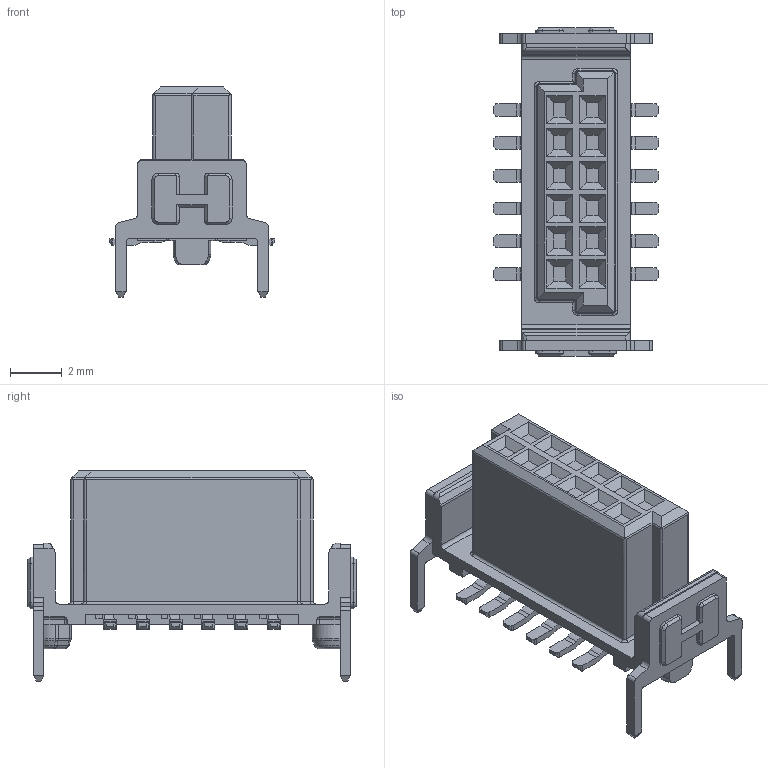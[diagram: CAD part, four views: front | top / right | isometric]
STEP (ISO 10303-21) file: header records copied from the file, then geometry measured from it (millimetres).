
FILE_DESCRIPTION(/* description */ (''),/* implementation_level */ '2;1');
FILE_NAME(/* name */ '100632439ugm000_b.stp',/* time_stamp */ '2020-05-29T13:49:21+02:00',/* author */ (''),/* organization */ (''),/* preprocessor_version */ 'ST-DEVELOPER v16.7',/* originating_system */ 'SIEMENS PLM Software NX 12.0',/* authorisation */ '');
FILE_SCHEMA (('AUTOMOTIVE_DESIGN { 1 0 10303 214 3 1 1 1 }'));
Length unit declared in the file: millimetre
Products named in the file (1): 100632439ugm000_b
Bounding box: 6.4 x 12.7 x 8.13 mm (x, y, z)
Volume: 189.1 mm3; surface area: 382.2 mm2
Topology: 1 solids, 1 shells, 693 faces, 1834 edges, 1179 vertices
Faces by surface type: plane 447, cylinder 196, cone 20, sphere 12, bspline 10, torus 8
Entity records: 24071 total; most frequent: CARTESIAN_POINT 4495, ORIENTED_EDGE 3660, DIRECTION 3428, EDGE_CURVE 1830, LINE 1268, VECTOR 1268, VERTEX_POINT 1178, AXIS2_PLACEMENT_3D 1080
